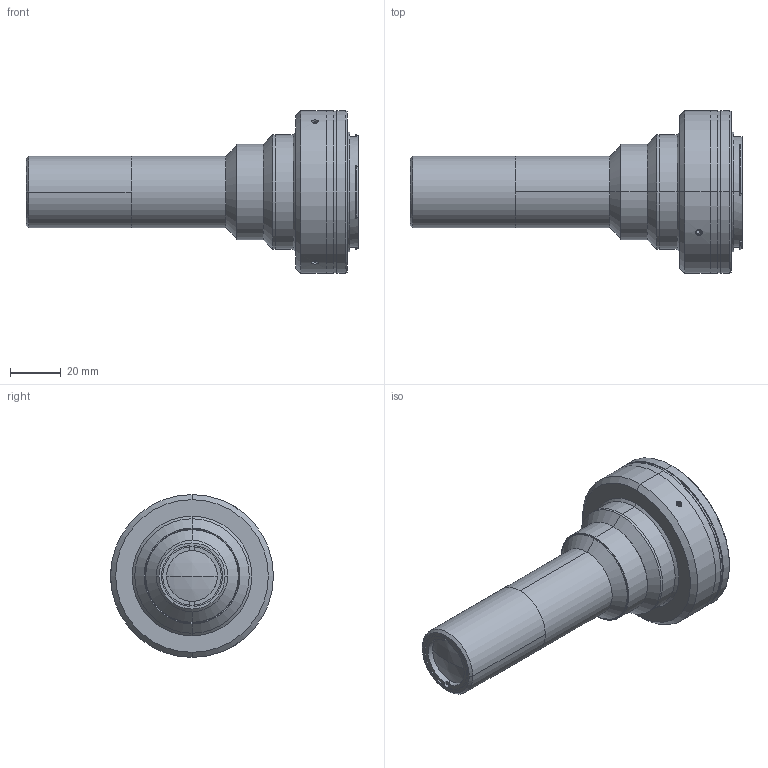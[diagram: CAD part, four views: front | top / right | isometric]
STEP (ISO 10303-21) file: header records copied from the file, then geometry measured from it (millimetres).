
FILE_DESCRIPTION (( 'STEP AP203' ), '1' );
FILE_NAME ('DP31975-A_TC4MHRP004-F.step', '2022-06-13T07:05:16', ( '' ), ( '' ), 'SwSTEP 2.0', 'SolidWorks 2021', '' );
FILE_SCHEMA (( 'CONFIG_CONTROL_DESIGN' ));
Length unit declared in the file: millimetre
Products named in the file (1): DP31975-A_TC4MHRP004-F
Bounding box: 130.49 x 64 x 64 mm (x, y, z)
Surface area: 31003.3 mm2 (no closed solid volume)
Topology: 0 solids, 16 shells, 127 faces, 350 edges, 241 vertices
Faces by surface type: cylinder 55, plane 46, cone 24, sphere 2
Entity records: 4351 total; most frequent: CARTESIAN_POINT 965, DIRECTION 757, ORIENTED_EDGE 576, EDGE_CURVE 350, AXIS2_PLACEMENT_3D 297, VERTEX_POINT 241, CIRCLE 169, LINE 163
